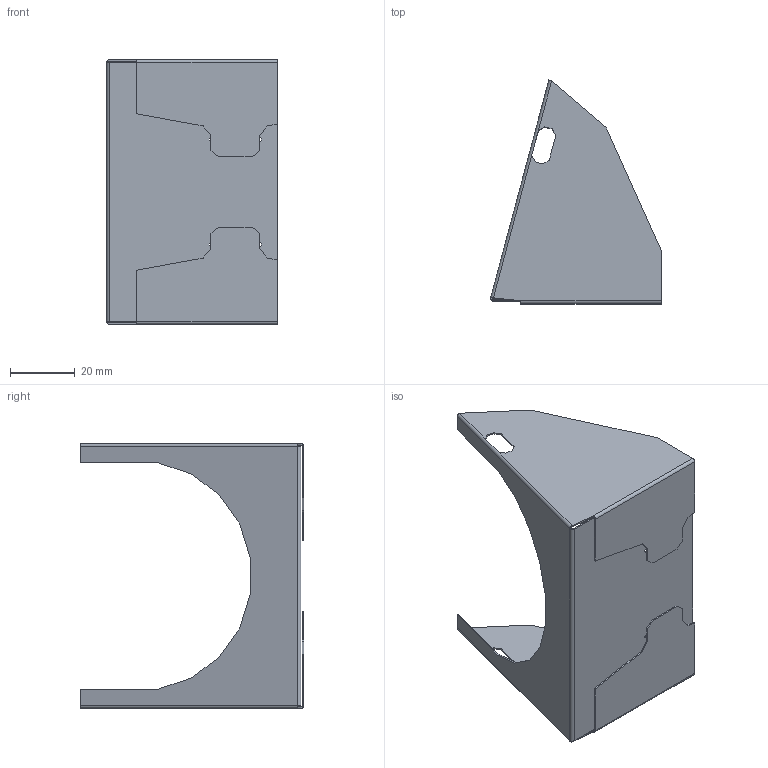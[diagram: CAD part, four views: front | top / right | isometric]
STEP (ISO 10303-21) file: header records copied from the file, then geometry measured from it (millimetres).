
FILE_DESCRIPTION(/* description */ (''),/* implementation_level */ '2;1');
FILE_NAME(/* name */ 'chipboard stand .step',/* time_stamp */ '2020-08-30T23:34:34-07:00',/* author */ (''),/* organization */ (''),/* preprocessor_version */ 'ST-DEVELOPER v18.1',/* originating_system */ 'Autodesk Translation Framework v9.3.0.1241',/* authorisation */ '');
FILE_SCHEMA (('AUTOMOTIVE_DESIGN { 1 0 10303 214 3 1 1 }'));
Length unit declared in the file: millimetre
Products named in the file (1): fruitypebbled
Bounding box: 52.72 x 69.05 x 81.76 mm (x, y, z)
Volume: 5701.5 mm3; surface area: 26285.8 mm2
Topology: 1 solids, 1 shells, 106 faces, 284 edges, 176 vertices
Faces by surface type: plane 96, cylinder 10
Entity records: 3253 total; most frequent: ORIENTED_EDGE 568, CARTESIAN_POINT 567, DIRECTION 518, EDGE_CURVE 284, LINE 264, VECTOR 264, VERTEX_POINT 176, AXIS2_PLACEMENT_3D 127
